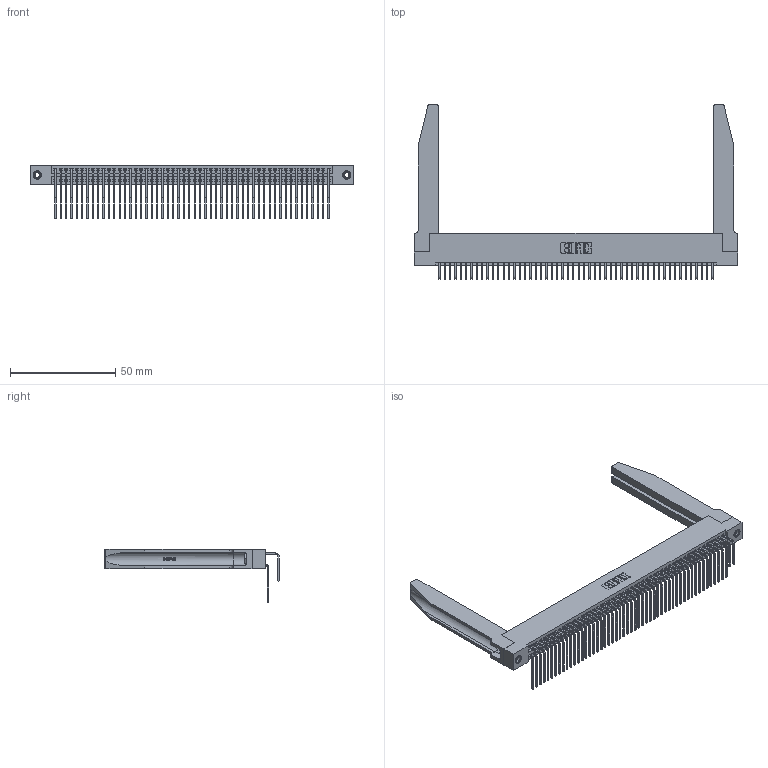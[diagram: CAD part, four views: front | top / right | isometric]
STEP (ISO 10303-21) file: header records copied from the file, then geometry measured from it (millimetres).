
FILE_DESCRIPTION (( 'STEP AP203' ), '1' );
FILE_NAME ('395-104-558-278.STEP', '2019-10-26T22:10:08', ( '' ), ( '' ), 'SwSTEP 2.0', 'SolidWorks 2016', '' );
FILE_SCHEMA (( 'CONFIG_CONTROL_DESIGN' ));
Length unit declared in the file: inch
Products named in the file (6): 345 Part_Flush Mounting Lugs - 0.156 Dia-TH; 345-292-001_558 559 Tail - 1; 345-292-001_558 Tail - 2; 345-250-001_345-250-001-102; 345-220-078_345-220-078; 395-104-558-278
Assembly tree (109 placements, depth 2):
  395-104-558-278
    345 Part_Flush Mounting Lugs - 0.156 Dia-TH
    345-292-001_558 559 Tail - 1  x52
    345-292-001_558 Tail - 2  x52
    345-250-001_345-250-001-102  x2
    345-220-078_345-220-078  x2
Bounding box: 153.31 x 82.79 x 25.53 mm (x, y, z)
Volume: 23356.3 mm3; surface area: 32891.8 mm2
Topology: 109 solids, 109 shells, 5768 faces, 17069 edges, 11230 vertices
Faces by surface type: plane 3862, cylinder 1854, bspline 36, cone 12, torus 4
Entity records: 45846 total; most frequent: CARTESIAN_POINT 8638, ORIENTED_EDGE 7418, DIRECTION 6571, EDGE_CURVE 3709, VECTOR 3235, LINE 3235, VERTEX_POINT 2464, AXIS2_PLACEMENT_3D 1668
